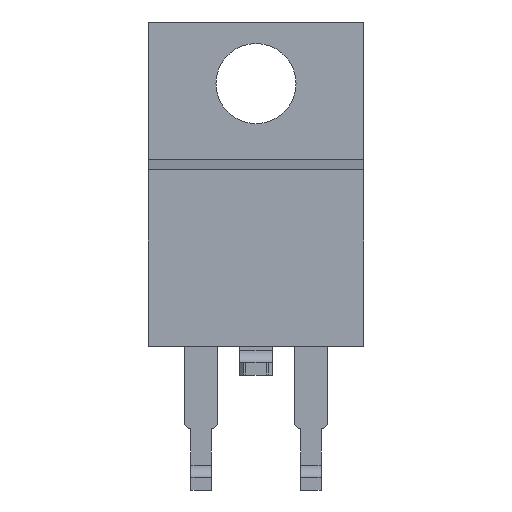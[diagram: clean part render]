
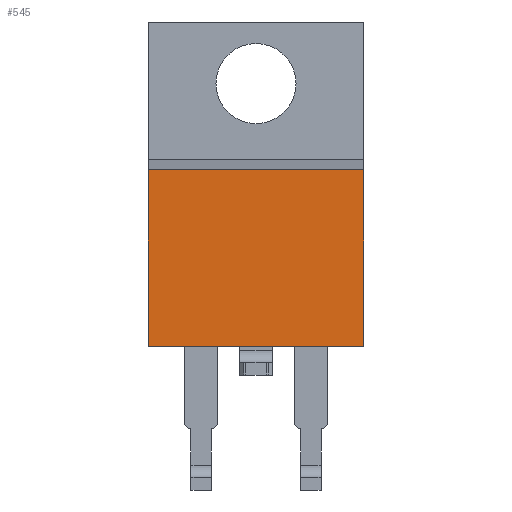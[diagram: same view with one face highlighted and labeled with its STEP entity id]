
A CAD part, front view. The second image highlights one B-rep face of the part: STEP entity #545.
In plain terms, the highlighted planar face has unit normal (0, -1, 0).
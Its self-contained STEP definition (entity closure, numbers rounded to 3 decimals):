
#12 = EDGE_LOOP ( 'NONE', ( #934, #1441, #1381, #1053 ) ) ;
#34 = EDGE_CURVE ( 'NONE', #1422, #142, #998, .T. ) ;
#70 = VERTEX_POINT ( 'NONE', #568 ) ;
#126 = PLANE ( 'NONE',  #1829 ) ;
#142 = VERTEX_POINT ( 'NONE', #175 ) ;
#175 = CARTESIAN_POINT ( 'NONE',  ( 5.25, -4.6, 0. ) ) ;
#236 = EDGE_CURVE ( 'NONE', #1050, #1422, #1477, .T. ) ;
#273 = EDGE_CURVE ( 'NONE', #142, #70, #641, .T. ) ;
#278 = DIRECTION ( 'NONE',  ( 0., 0., -1. ) ) ;
#335 = DIRECTION ( 'NONE',  ( 1., 0., 0. ) ) ;
#365 = LINE ( 'NONE', #1793, #664 ) ;
#471 = CARTESIAN_POINT ( 'NONE',  ( -5.25, -4.6, 8.6 ) ) ;
#505 = CARTESIAN_POINT ( 'NONE',  ( 5.25, -4.6, 0. ) ) ;
#545 = ADVANCED_FACE ( 'NONE', ( #1091 ), #126, .F. ) ;
#568 = CARTESIAN_POINT ( 'NONE',  ( -5.25, -4.6, 0. ) ) ;
#600 = VECTOR ( 'NONE', #278, 1000. ) ;
#637 = CARTESIAN_POINT ( 'NONE',  ( 0., -4.6, 8.6 ) ) ;
#641 = LINE ( 'NONE', #505, #1690 ) ;
#664 = VECTOR ( 'NONE', #1516, 1000. ) ;
#729 = VECTOR ( 'NONE', #335, 1000. ) ;
#899 = CARTESIAN_POINT ( 'NONE',  ( 0., -4.6, 4.55 ) ) ;
#925 = DIRECTION ( 'NONE',  ( -1., 0., 0. ) ) ;
#934 = ORIENTED_EDGE ( 'NONE', *, *, #1811, .F. ) ;
#998 = LINE ( 'NONE', #1571, #600 ) ;
#1050 = VERTEX_POINT ( 'NONE', #471 ) ;
#1053 = ORIENTED_EDGE ( 'NONE', *, *, #236, .F. ) ;
#1091 = FACE_OUTER_BOUND ( 'NONE', #12, .T. ) ;
#1111 = DIRECTION ( 'NONE',  ( 0., 1., 0. ) ) ;
#1381 = ORIENTED_EDGE ( 'NONE', *, *, #34, .F. ) ;
#1422 = VERTEX_POINT ( 'NONE', #1564 ) ;
#1441 = ORIENTED_EDGE ( 'NONE', *, *, #273, .F. ) ;
#1477 = LINE ( 'NONE', #637, #729 ) ;
#1516 = DIRECTION ( 'NONE',  ( 0., 0., 1. ) ) ;
#1564 = CARTESIAN_POINT ( 'NONE',  ( 5.25, -4.6, 8.6 ) ) ;
#1571 = CARTESIAN_POINT ( 'NONE',  ( 5.25, -4.6, 9.1 ) ) ;
#1658 = DIRECTION ( 'NONE',  ( 0., 0., 1. ) ) ;
#1690 = VECTOR ( 'NONE', #925, 1000. ) ;
#1793 = CARTESIAN_POINT ( 'NONE',  ( -5.25, -4.6, 0. ) ) ;
#1811 = EDGE_CURVE ( 'NONE', #70, #1050, #365, .T. ) ;
#1829 = AXIS2_PLACEMENT_3D ( 'NONE', #899, #1111, #1658 ) ;
